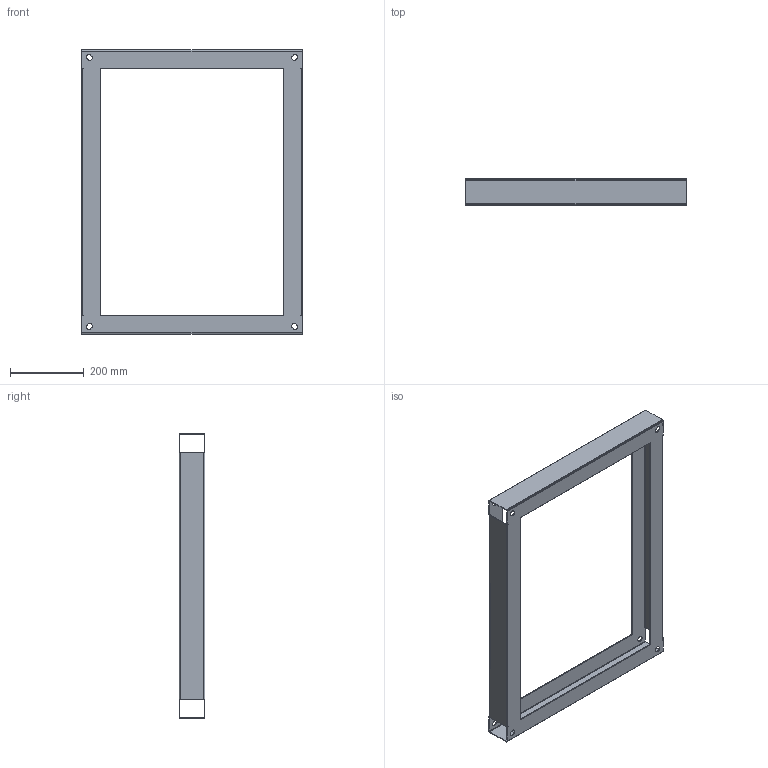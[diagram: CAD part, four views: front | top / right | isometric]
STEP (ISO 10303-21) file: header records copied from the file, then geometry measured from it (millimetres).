
FILE_DESCRIPTION (( 'STEP AP214' ), '1' );
FILE_NAME ('Öîêîëü ÃÐÙ õõ.60.80 IP31 SMART.STEP', '2021-04-01T06:39:11', ( '' ), ( '' ), 'SwSTEP 2.0', 'SolidWorks 2017', '' );
FILE_SCHEMA (( 'AUTOMOTIVE_DESIGN' ));
Length unit declared in the file: millimetre
Products named in the file (1): Öîêîëü ÃÐÙ õõ.60.80 IP31 SMART
Bounding box: 600 x 70 x 773 mm (x, y, z)
Volume: 831242.1 mm3; surface area: 843370.2 mm2
Topology: 1 solids, 1 shells, 100 faces, 312 edges, 208 vertices
Faces by surface type: plane 60, cylinder 40
Entity records: 3562 total; most frequent: ORIENTED_EDGE 624, CARTESIAN_POINT 621, DIRECTION 594, EDGE_CURVE 312, VECTOR 232, LINE 232, VERTEX_POINT 208, AXIS2_PLACEMENT_3D 181
